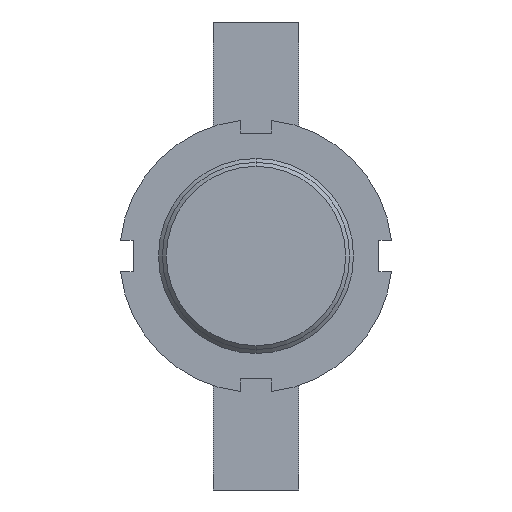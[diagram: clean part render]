
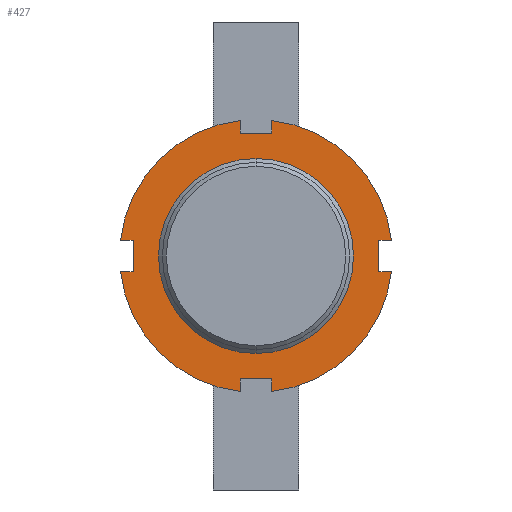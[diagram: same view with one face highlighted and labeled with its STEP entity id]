
A CAD part, front view. The second image highlights one B-rep face of the part: STEP entity #427.
In plain terms, the highlighted face is planar.
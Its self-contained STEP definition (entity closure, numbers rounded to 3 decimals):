
#427 = ADVANCED_FACE ( 'NONE', ( #2158, #2154 ), #991, .F. ) ;
#693 = VERTEX_POINT ( 'NONE', #5354 ) ;
#694 = VERTEX_POINT ( 'NONE', #5352 ) ;
#728 = VERTEX_POINT ( 'NONE', #5304 ) ;
#733 = VERTEX_POINT ( 'NONE', #5295 ) ;
#991 = PLANE ( 'NONE',  #1848 ) ;
#995 = DIRECTION ( 'NONE',  ( 1., 0., 0. ) ) ;
#998 = CARTESIAN_POINT ( 'NONE',  ( 0., 0., 0. ) ) ;
#1002 = DIRECTION ( 'NONE',  ( 0., 0., 1. ) ) ;
#1121 = LINE ( 'NONE', #2246, #1431 ) ;
#1124 = CIRCLE ( 'NONE', #1937, 24.25 ) ;
#1404 = VECTOR ( 'NONE', #2095, 1000. ) ;
#1406 = VECTOR ( 'NONE', #2097, 1000. ) ;
#1407 = CIRCLE ( 'NONE', #1910, 24.25 ) ;
#1408 = VECTOR ( 'NONE', #2106, 1000. ) ;
#1409 = LINE ( 'NONE', #2104, #1404 ) ;
#1410 = LINE ( 'NONE', #2102, #1406 ) ;
#1411 = VECTOR ( 'NONE', #2112, 1000. ) ;
#1412 = LINE ( 'NONE', #2101, #1408 ) ;
#1413 = VECTOR ( 'NONE', #2137, 1000. ) ;
#1414 = LINE ( 'NONE', #2138, #1411 ) ;
#1415 = CIRCLE ( 'NONE', #1911, 35. ) ;
#1416 = VECTOR ( 'NONE', #2167, 1000. ) ;
#1417 = LINE ( 'NONE', #2161, #1413 ) ;
#1419 = VECTOR ( 'NONE', #2178, 1000. ) ;
#1420 = LINE ( 'NONE', #2149, #1416 ) ;
#1421 = VECTOR ( 'NONE', #2217, 1000. ) ;
#1422 = CIRCLE ( 'NONE', #1913, 35. ) ;
#1423 = LINE ( 'NONE', #2196, #1421 ) ;
#1424 = VECTOR ( 'NONE', #2219, 1000. ) ;
#1425 = LINE ( 'NONE', #2190, #1419 ) ;
#1427 = VECTOR ( 'NONE', #2226, 1000. ) ;
#1428 = LINE ( 'NONE', #2206, #1424 ) ;
#1429 = VECTOR ( 'NONE', #2236, 1000. ) ;
#1430 = CIRCLE ( 'NONE', #1915, 35. ) ;
#1431 = VECTOR ( 'NONE', #2264, 1000. ) ;
#1432 = LINE ( 'NONE', #2273, #1427 ) ;
#1433 = LINE ( 'NONE', #2247, #1429 ) ;
#1434 = CIRCLE ( 'NONE', #1916, 35. ) ;
#1848 = AXIS2_PLACEMENT_3D ( 'NONE', #998, #1002, #995 ) ;
#1910 = AXIS2_PLACEMENT_3D ( 'NONE', #2090, #2089, #2088 ) ;
#1911 = AXIS2_PLACEMENT_3D ( 'NONE', #2100, #2099, #2098 ) ;
#1913 = AXIS2_PLACEMENT_3D ( 'NONE', #2147, #2145, #2143 ) ;
#1915 = AXIS2_PLACEMENT_3D ( 'NONE', #2204, #2199, #2197 ) ;
#1916 = AXIS2_PLACEMENT_3D ( 'NONE', #2243, #2241, #2239 ) ;
#1937 = AXIS2_PLACEMENT_3D ( 'NONE', #2522, #2520, #2518 ) ;
#2088 = DIRECTION ( 'NONE',  ( 1., 0., 0. ) ) ;
#2089 = DIRECTION ( 'NONE',  ( 0., 0., 1. ) ) ;
#2090 = CARTESIAN_POINT ( 'NONE',  ( 0., 0., 0. ) ) ;
#2095 = DIRECTION ( 'NONE',  ( 1., 0., 0. ) ) ;
#2097 = DIRECTION ( 'NONE',  ( 0., -1., 0. ) ) ;
#2098 = DIRECTION ( 'NONE',  ( 1., 0., 0. ) ) ;
#2099 = DIRECTION ( 'NONE',  ( 0., 0., 1. ) ) ;
#2100 = CARTESIAN_POINT ( 'NONE',  ( 0., 0., 0. ) ) ;
#2101 = CARTESIAN_POINT ( 'NONE',  ( -34.771, -4., 0. ) ) ;
#2102 = CARTESIAN_POINT ( 'NONE',  ( -31.5, -4., 0. ) ) ;
#2104 = CARTESIAN_POINT ( 'NONE',  ( -34.771, 4., 0. ) ) ;
#2106 = DIRECTION ( 'NONE',  ( -1., 0., 0. ) ) ;
#2112 = DIRECTION ( 'NONE',  ( 0., 1., 0. ) ) ;
#2137 = DIRECTION ( 'NONE',  ( 1., 0., 0. ) ) ;
#2138 = CARTESIAN_POINT ( 'NONE',  ( -4., -34.771, 0. ) ) ;
#2143 = DIRECTION ( 'NONE',  ( 1., 0., 0. ) ) ;
#2145 = DIRECTION ( 'NONE',  ( 0., 0., 1. ) ) ;
#2147 = CARTESIAN_POINT ( 'NONE',  ( 0., 0., 0. ) ) ;
#2149 = CARTESIAN_POINT ( 'NONE',  ( 4., -34.771, 0. ) ) ;
#2154 = FACE_BOUND ( 'NONE', #2439, .T. ) ;
#2158 = FACE_OUTER_BOUND ( 'NONE', #2442, .T. ) ;
#2161 = CARTESIAN_POINT ( 'NONE',  ( 4., -31.5, 0. ) ) ;
#2167 = DIRECTION ( 'NONE',  ( 0., -1., 0. ) ) ;
#2178 = DIRECTION ( 'NONE',  ( -1., 0., 0. ) ) ;
#2190 = CARTESIAN_POINT ( 'NONE',  ( 34.771, -4., 0. ) ) ;
#2196 = CARTESIAN_POINT ( 'NONE',  ( 31.5, 4., 0. ) ) ;
#2197 = DIRECTION ( 'NONE',  ( 1., 0., 0. ) ) ;
#2199 = DIRECTION ( 'NONE',  ( 0., 0., 1. ) ) ;
#2204 = CARTESIAN_POINT ( 'NONE',  ( 0., 0., 0. ) ) ;
#2206 = CARTESIAN_POINT ( 'NONE',  ( 34.771, 4., 0. ) ) ;
#2217 = DIRECTION ( 'NONE',  ( 0., 1., 0. ) ) ;
#2219 = DIRECTION ( 'NONE',  ( 1., 0., 0. ) ) ;
#2226 = DIRECTION ( 'NONE',  ( 0., -1., 0. ) ) ;
#2236 = DIRECTION ( 'NONE',  ( -1., 0., 0. ) ) ;
#2239 = DIRECTION ( 'NONE',  ( 1., 0., 0. ) ) ;
#2241 = DIRECTION ( 'NONE',  ( 0., 0., 1. ) ) ;
#2243 = CARTESIAN_POINT ( 'NONE',  ( 0., 0., 0. ) ) ;
#2246 = CARTESIAN_POINT ( 'NONE',  ( -4., 34.771, 0. ) ) ;
#2247 = CARTESIAN_POINT ( 'NONE',  ( -4., 31.5, 0. ) ) ;
#2264 = DIRECTION ( 'NONE',  ( 0., 1., 0. ) ) ;
#2273 = CARTESIAN_POINT ( 'NONE',  ( 4., 34.771, 0. ) ) ;
#2439 = EDGE_LOOP ( 'NONE', ( #3585, #3549 ) ) ;
#2442 = EDGE_LOOP ( 'NONE', ( #3572, #3575, #3568, #3574, #3570, #3586, #3581, #3571, #3569, #3564, #3590, #3591, #3566, #3558, #3560, #3548 ) ) ;
#2518 = DIRECTION ( 'NONE',  ( 1., 0., 0. ) ) ;
#2520 = DIRECTION ( 'NONE',  ( 0., 0., 1. ) ) ;
#2522 = CARTESIAN_POINT ( 'NONE',  ( 0., 0., 0. ) ) ;
#3548 = ORIENTED_EDGE ( 'NONE', *, *, #4048, .F. ) ;
#3549 = ORIENTED_EDGE ( 'NONE', *, *, #4049, .T. ) ;
#3558 = ORIENTED_EDGE ( 'NONE', *, *, #4046, .F. ) ;
#3560 = ORIENTED_EDGE ( 'NONE', *, *, #4047, .F. ) ;
#3564 = ORIENTED_EDGE ( 'NONE', *, *, #4013, .F. ) ;
#3566 = ORIENTED_EDGE ( 'NONE', *, *, #4045, .F. ) ;
#3568 = ORIENTED_EDGE ( 'NONE', *, *, #4005, .F. ) ;
#3569 = ORIENTED_EDGE ( 'NONE', *, *, #4012, .F. ) ;
#3570 = ORIENTED_EDGE ( 'NONE', *, *, #4007, .F. ) ;
#3571 = ORIENTED_EDGE ( 'NONE', *, *, #4011, .F. ) ;
#3572 = ORIENTED_EDGE ( 'NONE', *, *, #4003, .F. ) ;
#3574 = ORIENTED_EDGE ( 'NONE', *, *, #4006, .F. ) ;
#3575 = ORIENTED_EDGE ( 'NONE', *, *, #4004, .F. ) ;
#3581 = ORIENTED_EDGE ( 'NONE', *, *, #4010, .F. ) ;
#3585 = ORIENTED_EDGE ( 'NONE', *, *, #3973, .T. ) ;
#3586 = ORIENTED_EDGE ( 'NONE', *, *, #4008, .F. ) ;
#3590 = ORIENTED_EDGE ( 'NONE', *, *, #4043, .F. ) ;
#3591 = ORIENTED_EDGE ( 'NONE', *, *, #4044, .F. ) ;
#3973 = EDGE_CURVE ( 'NONE', #4290, #728, #1124, .T. ) ;
#4003 = EDGE_CURVE ( 'NONE', #4199, #694, #1434, .T. ) ;
#4004 = EDGE_CURVE ( 'NONE', #4294, #4199, #1121, .T. ) ;
#4005 = EDGE_CURVE ( 'NONE', #4207, #4294, #1433, .T. ) ;
#4006 = EDGE_CURVE ( 'NONE', #693, #4207, #1432, .T. ) ;
#4007 = EDGE_CURVE ( 'NONE', #4310, #693, #1430, .T. ) ;
#4008 = EDGE_CURVE ( 'NONE', #4300, #4310, #1428, .T. ) ;
#4010 = EDGE_CURVE ( 'NONE', #4269, #4300, #1423, .T. ) ;
#4011 = EDGE_CURVE ( 'NONE', #4309, #4269, #1425, .T. ) ;
#4012 = EDGE_CURVE ( 'NONE', #733, #4309, #1422, .T. ) ;
#4013 = EDGE_CURVE ( 'NONE', #4204, #733, #1420, .T. ) ;
#4043 = EDGE_CURVE ( 'NONE', #4303, #4204, #1417, .T. ) ;
#4044 = EDGE_CURVE ( 'NONE', #4258, #4303, #1414, .T. ) ;
#4045 = EDGE_CURVE ( 'NONE', #4262, #4258, #1415, .T. ) ;
#4046 = EDGE_CURVE ( 'NONE', #4261, #4262, #1412, .T. ) ;
#4047 = EDGE_CURVE ( 'NONE', #4247, #4261, #1410, .T. ) ;
#4048 = EDGE_CURVE ( 'NONE', #694, #4247, #1409, .T. ) ;
#4049 = EDGE_CURVE ( 'NONE', #728, #4290, #1407, .T. ) ;
#4199 = VERTEX_POINT ( 'NONE', #4606 ) ;
#4204 = VERTEX_POINT ( 'NONE', #4601 ) ;
#4207 = VERTEX_POINT ( 'NONE', #4598 ) ;
#4247 = VERTEX_POINT ( 'NONE', #4556 ) ;
#4258 = VERTEX_POINT ( 'NONE', #4545 ) ;
#4261 = VERTEX_POINT ( 'NONE', #4542 ) ;
#4262 = VERTEX_POINT ( 'NONE', #4541 ) ;
#4269 = VERTEX_POINT ( 'NONE', #4533 ) ;
#4290 = VERTEX_POINT ( 'NONE', #4511 ) ;
#4294 = VERTEX_POINT ( 'NONE', #4507 ) ;
#4300 = VERTEX_POINT ( 'NONE', #4501 ) ;
#4303 = VERTEX_POINT ( 'NONE', #4498 ) ;
#4309 = VERTEX_POINT ( 'NONE', #4492 ) ;
#4310 = VERTEX_POINT ( 'NONE', #4491 ) ;
#4491 = CARTESIAN_POINT ( 'NONE',  ( 34.771, 4., 0. ) ) ;
#4492 = CARTESIAN_POINT ( 'NONE',  ( 34.771, -4., 0. ) ) ;
#4498 = CARTESIAN_POINT ( 'NONE',  ( -4., -31.5, 0. ) ) ;
#4501 = CARTESIAN_POINT ( 'NONE',  ( 31.5, 4., 0. ) ) ;
#4507 = CARTESIAN_POINT ( 'NONE',  ( -4., 31.5, 0. ) ) ;
#4511 = CARTESIAN_POINT ( 'NONE',  ( -24.25, 0., 0. ) ) ;
#4533 = CARTESIAN_POINT ( 'NONE',  ( 31.5, -4., 0. ) ) ;
#4541 = CARTESIAN_POINT ( 'NONE',  ( -34.771, -4., 0. ) ) ;
#4542 = CARTESIAN_POINT ( 'NONE',  ( -31.5, -4., 0. ) ) ;
#4545 = CARTESIAN_POINT ( 'NONE',  ( -4., -34.771, 0. ) ) ;
#4556 = CARTESIAN_POINT ( 'NONE',  ( -31.5, 4., 0. ) ) ;
#4598 = CARTESIAN_POINT ( 'NONE',  ( 4., 31.5, 0. ) ) ;
#4601 = CARTESIAN_POINT ( 'NONE',  ( 4., -31.5, 0. ) ) ;
#4606 = CARTESIAN_POINT ( 'NONE',  ( -4., 34.771, 0. ) ) ;
#5295 = CARTESIAN_POINT ( 'NONE',  ( 4., -34.771, 0. ) ) ;
#5304 = CARTESIAN_POINT ( 'NONE',  ( 24.25, 0., 0. ) ) ;
#5352 = CARTESIAN_POINT ( 'NONE',  ( -34.771, 4., 0. ) ) ;
#5354 = CARTESIAN_POINT ( 'NONE',  ( 4., 34.771, 0. ) ) ;
